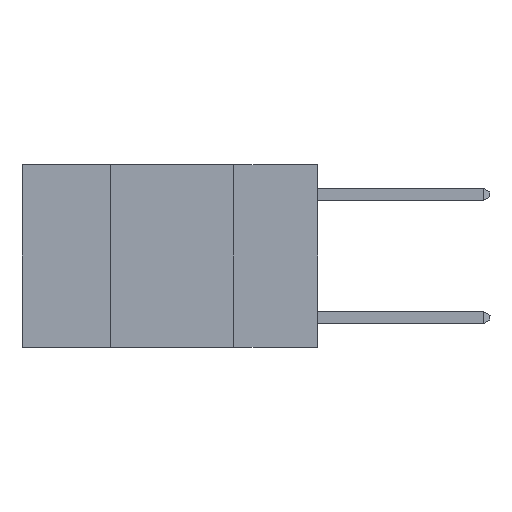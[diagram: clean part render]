
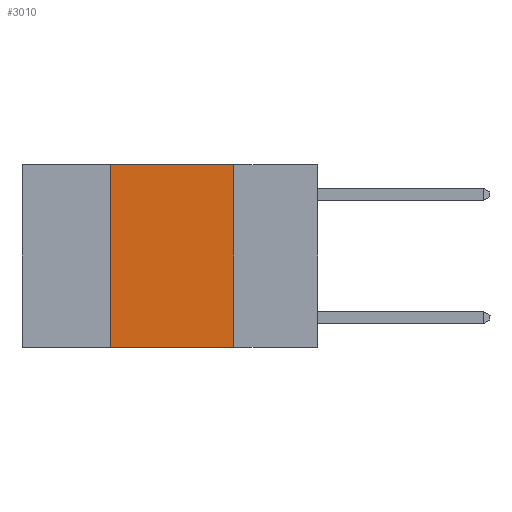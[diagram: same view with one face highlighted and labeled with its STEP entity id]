
A CAD part, left-side view. The second image highlights one B-rep face of the part: STEP entity #3010.
In plain terms, the highlighted planar face has unit normal (-1, 0, 0).
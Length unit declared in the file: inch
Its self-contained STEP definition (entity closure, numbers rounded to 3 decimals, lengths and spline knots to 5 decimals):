
#928 = VECTOR ( 'NONE', #12241, 39.37008 ) ;
#1064 = EDGE_CURVE ( 'NONE', #21929, #23141, #18443, .T. ) ;
#1107 = AXIS2_PLACEMENT_3D ( 'NONE', #9417, #12575, #17470 ) ;
#1586 = LINE ( 'NONE', #22248, #928 ) ;
#2716 = CARTESIAN_POINT ( 'NONE',  ( 0., 0.42, 0. ) ) ;
#2831 = ORIENTED_EDGE ( 'NONE', *, *, #25790, .F. ) ;
#3010 = ADVANCED_FACE ( 'NONE', ( #21146 ), #18144, .F. ) ;
#3915 = LINE ( 'NONE', #7383, #13969 ) ;
#4204 = VERTEX_POINT ( 'NONE', #9595 ) ;
#4723 = CARTESIAN_POINT ( 'NONE',  ( 0., 0.17, 0. ) ) ;
#6671 = EDGE_CURVE ( 'NONE', #23141, #9786, #3915, .T. ) ;
#6726 = LINE ( 'NONE', #4723, #12067 ) ;
#7383 = CARTESIAN_POINT ( 'NONE',  ( 0., 0.6, 0. ) ) ;
#8390 = EDGE_LOOP ( 'NONE', ( #2831, #8809, #20153, #9463 ) ) ;
#8809 = ORIENTED_EDGE ( 'NONE', *, *, #6671, .F. ) ;
#9417 = CARTESIAN_POINT ( 'NONE',  ( 0., 0.6, 0. ) ) ;
#9463 = ORIENTED_EDGE ( 'NONE', *, *, #12704, .T. ) ;
#9595 = CARTESIAN_POINT ( 'NONE',  ( 0., 0.17, -0.37 ) ) ;
#9786 = VERTEX_POINT ( 'NONE', #11529 ) ;
#11529 = CARTESIAN_POINT ( 'NONE',  ( 0., 0.17, 0. ) ) ;
#12067 = VECTOR ( 'NONE', #20822, 39.37008 ) ;
#12241 = DIRECTION ( 'NONE',  ( 0., -1., 0. ) ) ;
#12575 = DIRECTION ( 'NONE',  ( 1., 0., 0. ) ) ;
#12704 = EDGE_CURVE ( 'NONE', #21929, #4204, #1586, .T. ) ;
#13067 = VECTOR ( 'NONE', #14266, 39.37008 ) ;
#13969 = VECTOR ( 'NONE', #21397, 39.37008 ) ;
#14266 = DIRECTION ( 'NONE',  ( 0., 0., 1. ) ) ;
#17296 = CARTESIAN_POINT ( 'NONE',  ( 0., 0.42, 0. ) ) ;
#17470 = DIRECTION ( 'NONE',  ( 0., 0., -1. ) ) ;
#18144 = PLANE ( 'NONE',  #1107 ) ;
#18443 = LINE ( 'NONE', #17296, #13067 ) ;
#20153 = ORIENTED_EDGE ( 'NONE', *, *, #1064, .F. ) ;
#20822 = DIRECTION ( 'NONE',  ( 0., 0., -1. ) ) ;
#21146 = FACE_OUTER_BOUND ( 'NONE', #8390, .T. ) ;
#21397 = DIRECTION ( 'NONE',  ( 0., -1., 0. ) ) ;
#21422 = CARTESIAN_POINT ( 'NONE',  ( 0., 0.42, -0.37 ) ) ;
#21929 = VERTEX_POINT ( 'NONE', #21422 ) ;
#22248 = CARTESIAN_POINT ( 'NONE',  ( 0., 0.6, -0.37 ) ) ;
#23141 = VERTEX_POINT ( 'NONE', #2716 ) ;
#25790 = EDGE_CURVE ( 'NONE', #9786, #4204, #6726, .T. ) ;
